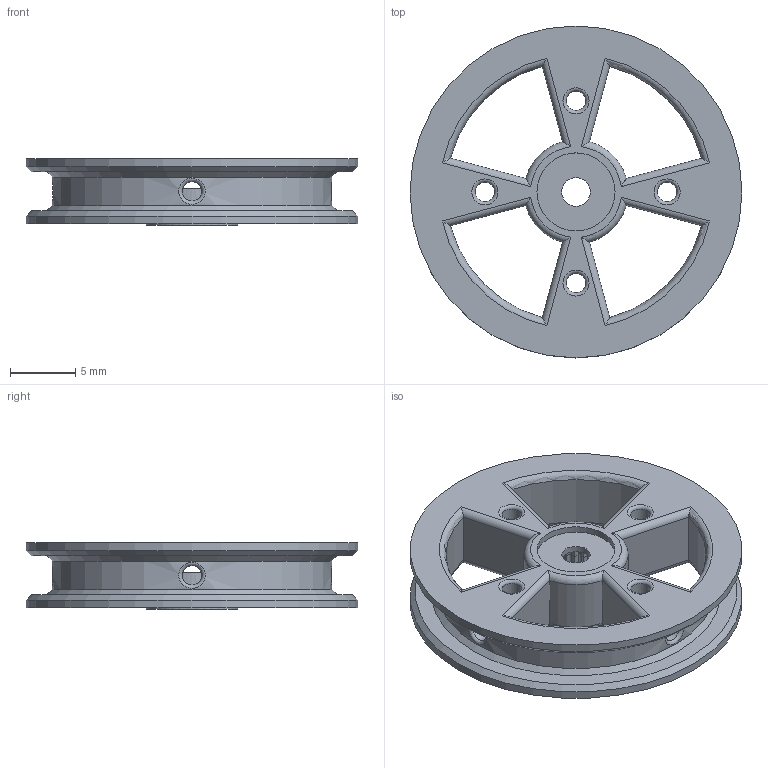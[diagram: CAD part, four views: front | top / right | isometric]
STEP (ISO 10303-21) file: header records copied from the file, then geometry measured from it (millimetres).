
FILE_DESCRIPTION(/* description */ (''),/* implementation_level */ '2;1');
FILE_NAME(/* name */ 'Wrist_Tendon_Spool_05 v5.step',/* time_stamp */ '2024-09-02T11:59:05-07:00',/* author */ (''),/* organization */ (''),/* preprocessor_version */ 'ST-DEVELOPER v20',/* originating_system */ 'Autodesk Translation Framework v13.14.0.145',/* authorisation */ '');
FILE_SCHEMA (('AUTOMOTIVE_DESIGN { 1 0 10303 214 3 1 1 }'));
Length unit declared in the file: millimetre
Products named in the file (4): Wrist_Tendon_Spool_05; ES3352-Servo-Horn-Template; AVE_GLOBAL; AVE_RENDER
Assembly tree (10 placements, depth 3):
  Wrist_Tendon_Spool_05
    ES3352-Servo-Horn-Template
      AVE_RENDER  x8
      AVE_GLOBAL
Bounding box: 25.5 x 25.5 x 5.1 mm (x, y, z)
Volume: 1097.7 mm3; surface area: 2219.6 mm2
Topology: 2 solids, 2 shells, 247 faces, 698 edges, 443 vertices
Faces by surface type: plane 119, cylinder 100, torus 20, bspline 4, cone 4
Full cylindrical faces by diameter (mm): 1.5 x16, 2.2 x1, 6 x1, 7 x2, 21.5 x1, 25.5 x2
Entity records: 9108 total; most frequent: CARTESIAN_POINT 2455, ORIENTED_EDGE 1396, DIRECTION 1369, EDGE_CURVE 698, AXIS2_PLACEMENT_3D 473, VERTEX_POINT 443, LINE 423, VECTOR 423
